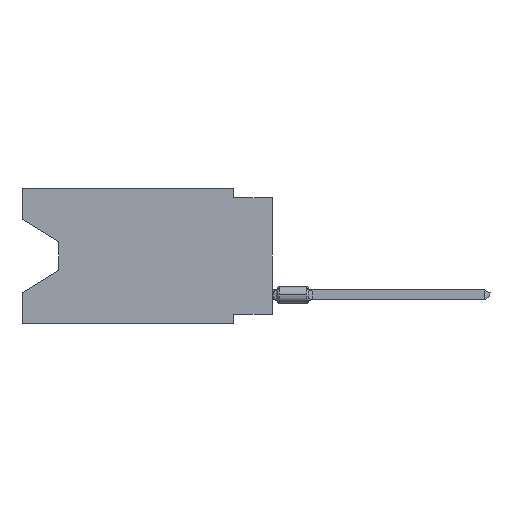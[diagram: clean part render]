
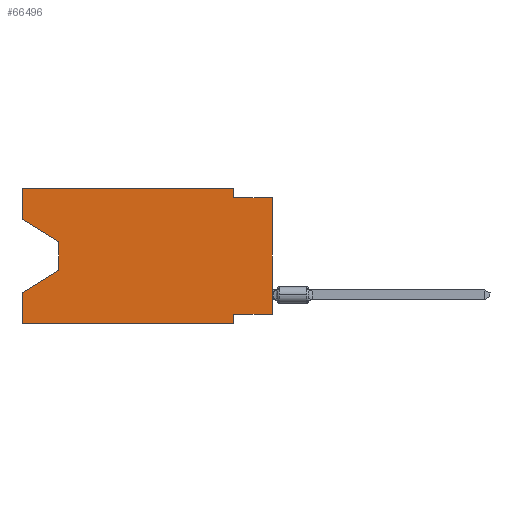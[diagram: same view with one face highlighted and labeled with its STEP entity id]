
A CAD part, left-side view. The second image highlights one B-rep face of the part: STEP entity #66496.
In plain terms, the highlighted planar face has unit normal (-1, 0, 0).
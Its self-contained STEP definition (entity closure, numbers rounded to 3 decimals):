
#43 = LINE ( 'NONE', #109879, #31015 ) ;
#1123 = PLANE ( 'NONE',  #51751 ) ;
#1697 = DIRECTION ( 'NONE',  ( 0., 1., 0. ) ) ;
#2438 = LINE ( 'NONE', #35365, #95925 ) ;
#4888 = EDGE_CURVE ( 'NONE', #103807, #23810, #79893, .T. ) ;
#4950 = CARTESIAN_POINT ( 'NONE',  ( 0., 16.383, -2.038 ) ) ;
#5557 = DIRECTION ( 'NONE',  ( 0., 0., -1. ) ) ;
#6085 = DIRECTION ( 'NONE',  ( 0., 0., 1. ) ) ;
#6090 = CARTESIAN_POINT ( 'NONE',  ( 0., 16.383, 0. ) ) ;
#7046 = EDGE_CURVE ( 'NONE', #23810, #25825, #46842, .T. ) ;
#9634 = DIRECTION ( 'NONE',  ( 0., 0., 1. ) ) ;
#13850 = DIRECTION ( 'NONE',  ( 0., -0.855, -0.519 ) ) ;
#15902 = ORIENTED_EDGE ( 'NONE', *, *, #4888, .F. ) ;
#17530 = VECTOR ( 'NONE', #5557, 1000. ) ;
#18102 = LINE ( 'NONE', #76676, #70764 ) ;
#18370 = CARTESIAN_POINT ( 'NONE',  ( 0., 16.383, 0. ) ) ;
#18643 = DIRECTION ( 'NONE',  ( 0., 0., 1. ) ) ;
#19288 = VECTOR ( 'NONE', #24877, 1000. ) ;
#19304 = VERTEX_POINT ( 'NONE', #88193 ) ;
#19883 = VECTOR ( 'NONE', #1697, 1000. ) ;
#22830 = CARTESIAN_POINT ( 'NONE',  ( 0., 2.54, 0. ) ) ;
#23011 = ORIENTED_EDGE ( 'NONE', *, *, #90547, .F. ) ;
#23810 = VERTEX_POINT ( 'NONE', #79718 ) ;
#24399 = CARTESIAN_POINT ( 'NONE',  ( 0., 13.97, -5.385 ) ) ;
#24877 = DIRECTION ( 'NONE',  ( 0., 0., -1. ) ) ;
#25825 = VERTEX_POINT ( 'NONE', #39782 ) ;
#27515 = DIRECTION ( 'NONE',  ( 0., 0., -1. ) ) ;
#27735 = CARTESIAN_POINT ( 'NONE',  ( 0., 0., -0.635 ) ) ;
#29709 = VECTOR ( 'NONE', #37530, 1000. ) ;
#30644 = CARTESIAN_POINT ( 'NONE',  ( 0., 16.383, 0. ) ) ;
#31015 = VECTOR ( 'NONE', #34045, 1000. ) ;
#34045 = DIRECTION ( 'NONE',  ( 0., -1., 0. ) ) ;
#34120 = ORIENTED_EDGE ( 'NONE', *, *, #43201, .T. ) ;
#34198 = DIRECTION ( 'NONE',  ( 0., 0.855, -0.519 ) ) ;
#34382 = CARTESIAN_POINT ( 'NONE',  ( 0., 0., -8.255 ) ) ;
#35143 = CARTESIAN_POINT ( 'NONE',  ( 0., 16.383, -8.89 ) ) ;
#35365 = CARTESIAN_POINT ( 'NONE',  ( 0., 13.97, -3.505 ) ) ;
#37530 = DIRECTION ( 'NONE',  ( 0., -1., 0. ) ) ;
#37918 = LINE ( 'NONE', #30644, #110121 ) ;
#38606 = ORIENTED_EDGE ( 'NONE', *, *, #44678, .T. ) ;
#38939 = CARTESIAN_POINT ( 'NONE',  ( 0., 16.383, 0. ) ) ;
#39782 = CARTESIAN_POINT ( 'NONE',  ( 0., 2.54, -0.635 ) ) ;
#42749 = EDGE_CURVE ( 'NONE', #102691, #82132, #18102, .T. ) ;
#42973 = CARTESIAN_POINT ( 'NONE',  ( 0., 0., -8.255 ) ) ;
#43201 = EDGE_CURVE ( 'NONE', #79588, #59525, #82421, .T. ) ;
#44062 = LINE ( 'NONE', #42973, #19883 ) ;
#44678 = EDGE_CURVE ( 'NONE', #59525, #60310, #2438, .T. ) ;
#46108 = VECTOR ( 'NONE', #9634, 1000. ) ;
#46842 = LINE ( 'NONE', #22830, #17530 ) ;
#49502 = ORIENTED_EDGE ( 'NONE', *, *, #53045, .F. ) ;
#51751 = AXIS2_PLACEMENT_3D ( 'NONE', #18370, #61331, #95884 ) ;
#52024 = LINE ( 'NONE', #87124, #46108 ) ;
#53045 = EDGE_CURVE ( 'NONE', #70425, #56658, #37918, .T. ) ;
#56658 = VERTEX_POINT ( 'NONE', #94433 ) ;
#57309 = EDGE_CURVE ( 'NONE', #25825, #82132, #43, .T. ) ;
#57311 = ORIENTED_EDGE ( 'NONE', *, *, #7046, .F. ) ;
#58076 = ORIENTED_EDGE ( 'NONE', *, *, #42749, .T. ) ;
#59525 = VERTEX_POINT ( 'NONE', #68320 ) ;
#60310 = VERTEX_POINT ( 'NONE', #24399 ) ;
#61331 = DIRECTION ( 'NONE',  ( 1., 0., 0. ) ) ;
#61886 = FACE_OUTER_BOUND ( 'NONE', #71678, .T. ) ;
#63500 = CARTESIAN_POINT ( 'NONE',  ( 0., 2.54, -8.255 ) ) ;
#66496 = ADVANCED_FACE ( 'NONE', ( #61886 ), #1123, .F. ) ;
#66568 = CARTESIAN_POINT ( 'NONE',  ( 0., 13.97, -5.385 ) ) ;
#68320 = CARTESIAN_POINT ( 'NONE',  ( 0., 13.97, -3.505 ) ) ;
#69147 = DIRECTION ( 'NONE',  ( 0., -1., 0. ) ) ;
#69327 = ORIENTED_EDGE ( 'NONE', *, *, #73356, .F. ) ;
#69743 = VERTEX_POINT ( 'NONE', #63500 ) ;
#70425 = VERTEX_POINT ( 'NONE', #86560 ) ;
#70764 = VECTOR ( 'NONE', #18643, 1000. ) ;
#70888 = EDGE_CURVE ( 'NONE', #70425, #19304, #79149, .T. ) ;
#71678 = EDGE_LOOP ( 'NONE', ( #34120, #38606, #85268, #49502, #94512, #23011, #81704, #58076, #88933, #57311, #15902, #69327 ) ) ;
#73356 = EDGE_CURVE ( 'NONE', #79588, #103807, #52024, .T. ) ;
#74439 = EDGE_CURVE ( 'NONE', #60310, #56658, #109493, .T. ) ;
#76676 = CARTESIAN_POINT ( 'NONE',  ( 0., 0., 0. ) ) ;
#79149 = LINE ( 'NONE', #35143, #102542 ) ;
#79588 = VERTEX_POINT ( 'NONE', #109721 ) ;
#79718 = CARTESIAN_POINT ( 'NONE',  ( 0., 2.54, 0. ) ) ;
#79893 = LINE ( 'NONE', #6090, #29709 ) ;
#81704 = ORIENTED_EDGE ( 'NONE', *, *, #108451, .F. ) ;
#82132 = VERTEX_POINT ( 'NONE', #27735 ) ;
#82421 = LINE ( 'NONE', #4950, #86845 ) ;
#82870 = CARTESIAN_POINT ( 'NONE',  ( 0., 2.54, -8.89 ) ) ;
#85268 = ORIENTED_EDGE ( 'NONE', *, *, #74439, .T. ) ;
#86560 = CARTESIAN_POINT ( 'NONE',  ( 0., 16.383, -8.89 ) ) ;
#86845 = VECTOR ( 'NONE', #13850, 1000. ) ;
#87124 = CARTESIAN_POINT ( 'NONE',  ( 0., 16.383, 0. ) ) ;
#88193 = CARTESIAN_POINT ( 'NONE',  ( 0., 2.54, -8.89 ) ) ;
#88933 = ORIENTED_EDGE ( 'NONE', *, *, #57309, .F. ) ;
#90547 = EDGE_CURVE ( 'NONE', #69743, #19304, #109631, .T. ) ;
#94433 = CARTESIAN_POINT ( 'NONE',  ( 0., 16.383, -6.852 ) ) ;
#94512 = ORIENTED_EDGE ( 'NONE', *, *, #70888, .T. ) ;
#95884 = DIRECTION ( 'NONE',  ( 0., 0., -1. ) ) ;
#95925 = VECTOR ( 'NONE', #27515, 1000. ) ;
#102542 = VECTOR ( 'NONE', #69147, 1000. ) ;
#102691 = VERTEX_POINT ( 'NONE', #34382 ) ;
#103807 = VERTEX_POINT ( 'NONE', #38939 ) ;
#105090 = VECTOR ( 'NONE', #34198, 1000. ) ;
#108451 = EDGE_CURVE ( 'NONE', #102691, #69743, #44062, .T. ) ;
#109493 = LINE ( 'NONE', #66568, #105090 ) ;
#109631 = LINE ( 'NONE', #82870, #19288 ) ;
#109721 = CARTESIAN_POINT ( 'NONE',  ( 0., 16.383, -2.038 ) ) ;
#109879 = CARTESIAN_POINT ( 'NONE',  ( 0., 0., -0.635 ) ) ;
#110121 = VECTOR ( 'NONE', #6085, 1000. ) ;
